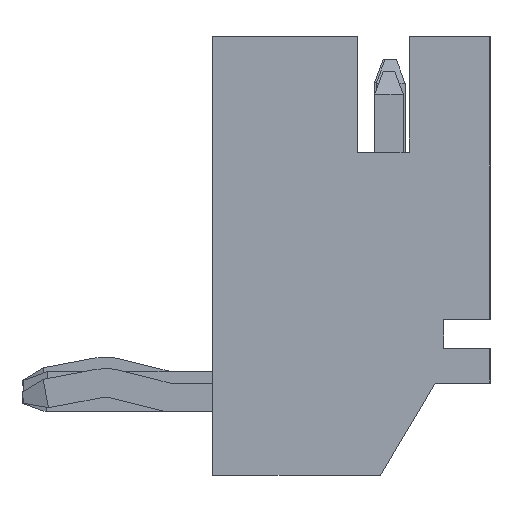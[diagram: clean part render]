
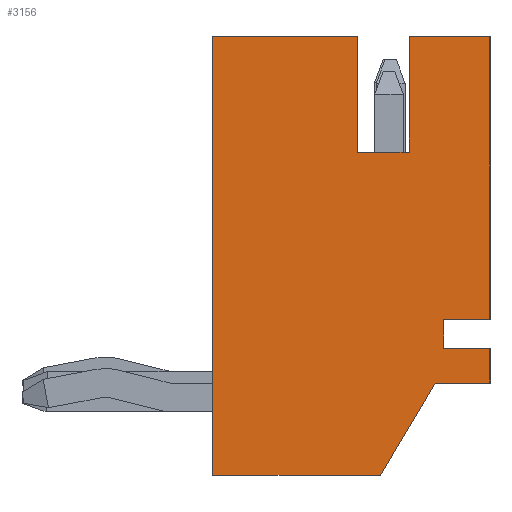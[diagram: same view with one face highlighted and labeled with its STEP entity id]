
A CAD part, left-side view. The second image highlights one B-rep face of the part: STEP entity #3156.
In plain terms, the highlighted planar face has unit normal (-1, 0, 0).
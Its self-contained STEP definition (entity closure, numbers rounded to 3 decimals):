
#404=ORIENTED_EDGE('',*,*,#1247,.F.);
#405=ORIENTED_EDGE('',*,*,#1248,.F.);
#406=ORIENTED_EDGE('',*,*,#1249,.F.);
#407=ORIENTED_EDGE('',*,*,#1250,.T.);
#408=ORIENTED_EDGE('',*,*,#1206,.T.);
#409=ORIENTED_EDGE('',*,*,#1251,.F.);
#410=ORIENTED_EDGE('',*,*,#1252,.F.);
#411=ORIENTED_EDGE('',*,*,#1189,.T.);
#412=ORIENTED_EDGE('',*,*,#1069,.T.);
#413=ORIENTED_EDGE('',*,*,#1253,.T.);
#414=ORIENTED_EDGE('',*,*,#1254,.T.);
#415=ORIENTED_EDGE('',*,*,#1255,.T.);
#416=ORIENTED_EDGE('',*,*,#1214,.T.);
#417=ORIENTED_EDGE('',*,*,#1211,.T.);
#1069=EDGE_CURVE('',#1523,#1522,#1824,.T.);
#1189=EDGE_CURVE('',#1611,#1523,#1935,.T.);
#1206=EDGE_CURVE('',#1622,#1621,#1951,.T.);
#1211=EDGE_CURVE('',#1627,#1626,#1956,.T.);
#1214=EDGE_CURVE('',#1629,#1627,#1959,.T.);
#1247=EDGE_CURVE('',#1653,#1626,#1992,.T.);
#1248=EDGE_CURVE('',#1654,#1653,#1993,.T.);
#1249=EDGE_CURVE('',#1655,#1654,#1994,.T.);
#1250=EDGE_CURVE('',#1655,#1622,#1995,.T.);
#1251=EDGE_CURVE('',#1656,#1621,#1996,.T.);
#1252=EDGE_CURVE('',#1611,#1656,#1997,.T.);
#1253=EDGE_CURVE('',#1522,#1657,#1998,.T.);
#1254=EDGE_CURVE('',#1657,#1658,#1999,.T.);
#1255=EDGE_CURVE('',#1658,#1629,#2000,.T.);
#1522=VERTEX_POINT('',#4462);
#1523=VERTEX_POINT('',#4464);
#1611=VERTEX_POINT('',#4701);
#1621=VERTEX_POINT('',#4733);
#1622=VERTEX_POINT('',#4735);
#1626=VERTEX_POINT('',#4744);
#1627=VERTEX_POINT('',#4746);
#1629=VERTEX_POINT('',#4752);
#1653=VERTEX_POINT('',#4813);
#1654=VERTEX_POINT('',#4815);
#1655=VERTEX_POINT('',#4817);
#1656=VERTEX_POINT('',#4820);
#1657=VERTEX_POINT('',#4823);
#1658=VERTEX_POINT('',#4825);
#1824=LINE('',#4463,#2249);
#1935=LINE('',#4700,#2360);
#1951=LINE('',#4734,#2376);
#1956=LINE('',#4745,#2381);
#1959=LINE('',#4751,#2384);
#1992=LINE('',#4812,#2417);
#1993=LINE('',#4814,#2418);
#1994=LINE('',#4816,#2419);
#1995=LINE('',#4818,#2420);
#1996=LINE('',#4819,#2421);
#1997=LINE('',#4821,#2422);
#1998=LINE('',#4822,#2423);
#1999=LINE('',#4824,#2424);
#2000=LINE('',#4826,#2425);
#2249=VECTOR('',#3583,1000.);
#2360=VECTOR('',#3770,1000.);
#2376=VECTOR('',#3800,1000.);
#2381=VECTOR('',#3807,1000.);
#2384=VECTOR('',#3812,1000.);
#2417=VECTOR('',#3853,1000.);
#2418=VECTOR('',#3854,1000.);
#2419=VECTOR('',#3855,1000.);
#2420=VECTOR('',#3856,1000.);
#2421=VECTOR('',#3857,1000.);
#2422=VECTOR('',#3858,1000.);
#2423=VECTOR('',#3859,1000.);
#2424=VECTOR('',#3860,1000.);
#2425=VECTOR('',#3861,1000.);
#2666=EDGE_LOOP('',(#404,#405,#406,#407,#408,#409,#410,#411,#412,#413,#414,
#415,#416,#417));
#2841=FACE_BOUND('',#2666,.T.);
#3009=PLANE('',#3367);
#3156=ADVANCED_FACE('',(#2841),#3009,.T.);
#3367=AXIS2_PLACEMENT_3D('',#4811,#3851,#3852);
#3583=DIRECTION('',(0.,0.,1.));
#3770=DIRECTION('',(0.,-1.,0.));
#3800=DIRECTION('',(0.,0.,-1.));
#3807=DIRECTION('',(0.,1.,0.));
#3812=DIRECTION('',(0.,0.,1.));
#3851=DIRECTION('',(-1.,0.,0.));
#3852=DIRECTION('',(0.,0.,1.));
#3853=DIRECTION('',(0.,0.,1.));
#3854=DIRECTION('',(0.,-1.,0.));
#3855=DIRECTION('',(0.,0.,-1.));
#3856=DIRECTION('',(0.,1.,0.));
#3857=DIRECTION('',(0.,1.,0.));
#3858=DIRECTION('',(0.,0.511,-0.86));
#3859=DIRECTION('',(0.,1.,0.));
#3860=DIRECTION('',(0.,0.,1.));
#3861=DIRECTION('',(0.,-1.,0.));
#4462=CARTESIAN_POINT('',(-6.,-2.4,-2.4));
#4463=CARTESIAN_POINT('',(-6.,-2.4,-3.));
#4464=CARTESIAN_POINT('',(-6.,-2.4,-3.));
#4700=CARTESIAN_POINT('',(-6.,2.4,-3.));
#4701=CARTESIAN_POINT('',(-6.,-1.45,-3.));
#4733=CARTESIAN_POINT('',(-6.,2.4,-4.6));
#4734=CARTESIAN_POINT('',(-6.,2.4,3.));
#4735=CARTESIAN_POINT('',(-6.,2.4,3.));
#4744=CARTESIAN_POINT('',(-6.,-1.,3.));
#4745=CARTESIAN_POINT('',(-6.,-2.4,3.));
#4746=CARTESIAN_POINT('',(-6.,-2.4,3.));
#4751=CARTESIAN_POINT('',(-6.,-2.4,-3.));
#4752=CARTESIAN_POINT('',(-6.,-2.4,-1.9));
#4811=CARTESIAN_POINT('',(-6.,0.,0.));
#4812=CARTESIAN_POINT('',(-6.,-1.,1.));
#4813=CARTESIAN_POINT('',(-6.,-1.,1.));
#4814=CARTESIAN_POINT('',(-6.,-0.1,1.));
#4815=CARTESIAN_POINT('',(-6.,-0.1,1.));
#4816=CARTESIAN_POINT('',(-6.,-0.1,3.));
#4817=CARTESIAN_POINT('',(-6.,-0.1,3.));
#4818=CARTESIAN_POINT('',(-6.,-2.4,3.));
#4819=CARTESIAN_POINT('',(-6.,-0.5,-4.6));
#4820=CARTESIAN_POINT('',(-6.,-0.5,-4.6));
#4821=CARTESIAN_POINT('',(-6.,-1.45,-3.));
#4822=CARTESIAN_POINT('',(-6.,0.,-2.4));
#4823=CARTESIAN_POINT('',(-6.,-1.6,-2.4));
#4824=CARTESIAN_POINT('',(-6.,-1.6,0.));
#4825=CARTESIAN_POINT('',(-6.,-1.6,-1.9));
#4826=CARTESIAN_POINT('',(-6.,0.,-1.9));
